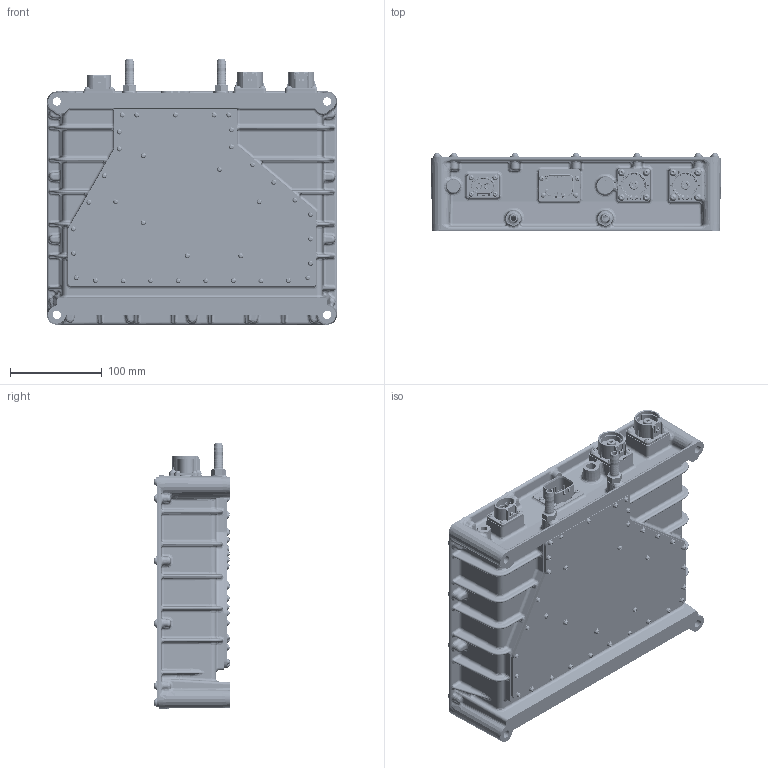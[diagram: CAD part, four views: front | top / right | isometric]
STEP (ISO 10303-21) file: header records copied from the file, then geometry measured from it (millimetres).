
FILE_DESCRIPTION (( 'STEP AP214' ), '1' );
FILE_NAME ('RMOD4000_final 231123.STEP', '2023-11-23T14:23:04', ( '' ), ( '' ), 'SwSTEP 2.0', 'SolidWorks 2022', '' );
FILE_SCHEMA (( 'AUTOMOTIVE_DESIGN' ));
Length unit declared in the file: millimetre
Products named in the file (5): VITE ISO 7380 FLANGIATA INOX A2 M3X6 TORX T10; ME1110; ME1112; RMOD4000_final 231123; 13950183
Assembly tree (56 placements, depth 2):
  RMOD4000_final 231123
    ME1110
    ME1112
    13950183  x18
    VITE ISO 7380 FLANGIATA INOX A2 M3X6 TORX T10  x36
Bounding box: 315.91 x 83.4 x 288.96 mm (x, y, z)
Volume: 1404421.7 mm3; surface area: 725902.4 mm2
Topology: 81 solids, 81 shells, 6674 faces, 16622 edges, 10181 vertices
Faces by surface type: plane 2591, cylinder 1919, bspline 910, cone 634, torus 386, sphere 234
Full cylindrical faces by diameter (mm): 3 x36, 3.5 x11, 4 x18, 6.9 x36, 10 x18
Entity records: 228772 total; most frequent: CARTESIAN_POINT 115952, ORIENTED_EDGE 24566, DIRECTION 21280, EDGE_CURVE 12283, AXIS2_PLACEMENT_3D 7959, VERTEX_POINT 7521, EDGE_LOOP 5544, VECTOR 5362
